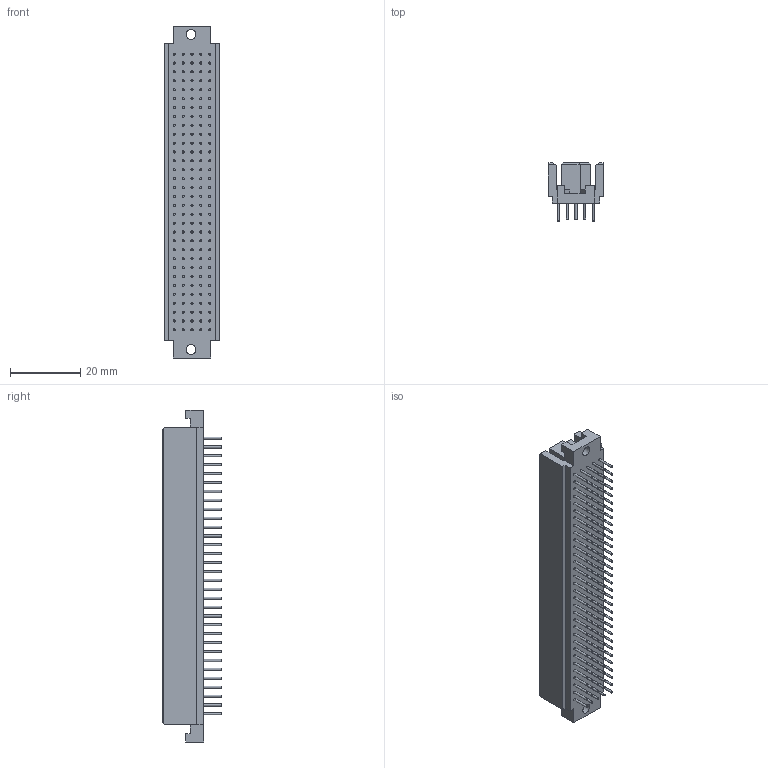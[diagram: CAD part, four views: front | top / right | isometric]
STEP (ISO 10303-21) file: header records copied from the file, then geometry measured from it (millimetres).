
FILE_DESCRIPTION(/* description */ (''),/* implementation_level */ '2;1');
FILE_NAME(/* name */ '100228655ugm000_c.stp',/* time_stamp */ '2017-08-25T11:04:09+02:00',/* author */ (''),/* organization */ (''),/* preprocessor_version */ 'ST-DEVELOPER v16',/* originating_system */ 'SIEMENS PLM Software NX 10.0',/* authorisation */ '');
FILE_SCHEMA (('AUTOMOTIVE_DESIGN { 1 0 10303 214 3 1 1 1 }'));
Length unit declared in the file: millimetre
Products named in the file (1): 100228655ugm000_c
Bounding box: 15.9 x 16.58 x 94.8 mm (x, y, z)
Volume: 13579.1 mm3; surface area: 9402.3 mm2
Topology: 1 solids, 1 shells, 868 faces, 1824 edges, 1214 vertices
Faces by surface type: plane 706, cylinder 162
Full cylindrical faces by diameter (mm): 0.6 x160, 2.8 x2
Entity records: 26051 total; most frequent: CARTESIAN_POINT 3745, DIRECTION 3724, ORIENTED_EDGE 3324, EDGE_CURVE 1662, LINE 1338, VECTOR 1338, EDGE_LOOP 1290, VERTEX_POINT 1214
